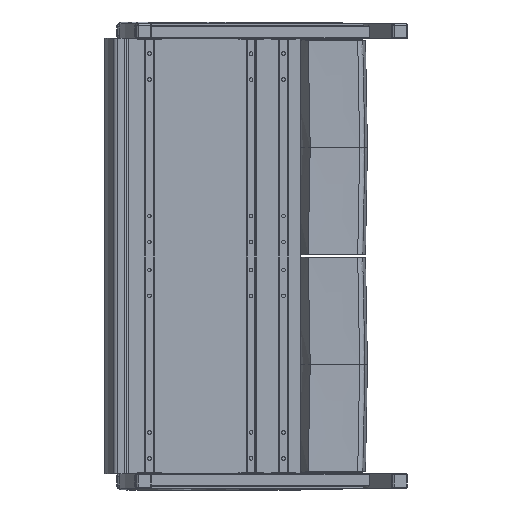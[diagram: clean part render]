
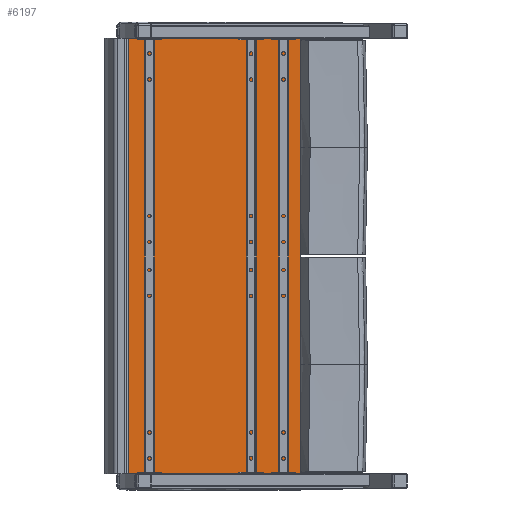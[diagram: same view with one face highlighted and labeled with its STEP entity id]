
A CAD part, front view. The second image highlights one B-rep face of the part: STEP entity #6197.
In plain terms, the highlighted planar face has unit normal (0, -1, 0).
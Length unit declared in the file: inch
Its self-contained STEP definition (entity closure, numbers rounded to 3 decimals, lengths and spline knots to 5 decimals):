
#696=PLANE('',#6574);
#823=FACE_OUTER_BOUND('',#1177,.T.);
#1177=EDGE_LOOP('',(#4299,#4300,#4301,#4302));
#1704=LINE('',#8988,#2085);
#1708=LINE('',#9007,#2089);
#1712=LINE('',#9022,#2093);
#1713=LINE('',#9023,#2094);
#2085=VECTOR('',#7248,17.59422);
#2089=VECTOR('',#7266,44.625);
#2093=VECTOR('',#7284,17.59422);
#2094=VECTOR('',#7285,44.625);
#2784=VERTEX_POINT('',#8985);
#2785=VERTEX_POINT('',#8987);
#2793=VERTEX_POINT('',#9005);
#2797=VERTEX_POINT('',#9021);
#3390=EDGE_CURVE('',#2784,#2785,#1704,.T.);
#3400=EDGE_CURVE('',#2784,#2793,#1708,.T.);
#3407=EDGE_CURVE('',#2797,#2793,#1712,.T.);
#3408=EDGE_CURVE('',#2785,#2797,#1713,.T.);
#4299=ORIENTED_EDGE('',*,*,#3390,.F.);
#4300=ORIENTED_EDGE('',*,*,#3400,.T.);
#4301=ORIENTED_EDGE('',*,*,#3407,.F.);
#4302=ORIENTED_EDGE('',*,*,#3408,.F.);
#6197=ADVANCED_FACE('',(#823),#696,.T.);
#6574=AXIS2_PLACEMENT_3D('',#9020,#7282,#7283);
#7248=DIRECTION('',(-1.,0.,0.));
#7266=DIRECTION('',(0.,0.,1.));
#7282=DIRECTION('center_axis',(0.,-1.,0.));
#7283=DIRECTION('ref_axis',(1.,0.,0.));
#7284=DIRECTION('',(1.,0.,0.));
#7285=DIRECTION('',(0.,0.,1.));
#8985=CARTESIAN_POINT('',(5.73372,-1.86655,0.));
#8987=CARTESIAN_POINT('',(-11.8605,-1.86655,0.));
#8988=CARTESIAN_POINT('',(5.73372,-1.86655,0.));
#9005=CARTESIAN_POINT('',(5.73372,-1.86655,44.625));
#9007=CARTESIAN_POINT('',(5.73372,-1.86655,0.));
#9020=CARTESIAN_POINT('Origin',(-11.8605,-1.86655,0.));
#9021=CARTESIAN_POINT('',(-11.8605,-1.86655,44.625));
#9022=CARTESIAN_POINT('',(4.31556,-1.86655,44.625));
#9023=CARTESIAN_POINT('',(-11.8605,-1.86655,0.));
